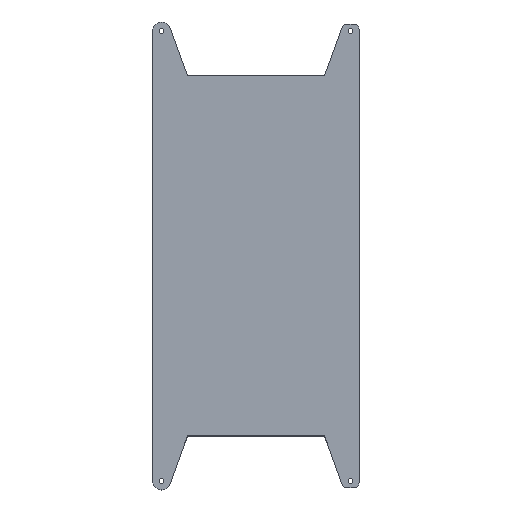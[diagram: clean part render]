
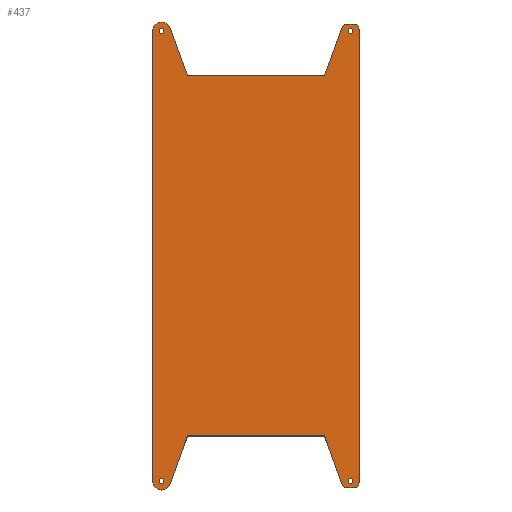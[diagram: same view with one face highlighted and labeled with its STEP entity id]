
A CAD part, top view. The second image highlights one B-rep face of the part: STEP entity #437.
In plain terms, the highlighted planar face has unit normal (0, 0, 1).
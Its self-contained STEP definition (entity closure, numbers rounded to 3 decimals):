
#15=FACE_BOUND('',#78,.T.);
#16=FACE_BOUND('',#79,.T.);
#17=FACE_BOUND('',#80,.T.);
#18=FACE_BOUND('',#81,.T.);
#33=PLANE('',#493);
#55=FACE_OUTER_BOUND('',#77,.T.);
#77=EDGE_LOOP('',(#367,#368,#369,#370,#371,#372,#373,#374,#375,#376,#377,
#378,#379,#380,#381,#382));
#78=EDGE_LOOP('',(#383));
#79=EDGE_LOOP('',(#384));
#80=EDGE_LOOP('',(#385));
#81=EDGE_LOOP('',(#386));
#94=LINE('',#659,#134);
#98=LINE('',#671,#138);
#102=LINE('',#683,#142);
#106=LINE('',#695,#146);
#109=LINE('',#701,#149);
#112=LINE('',#707,#152);
#116=LINE('',#719,#156);
#120=LINE('',#731,#160);
#123=LINE('',#737,#163);
#126=LINE('',#741,#166);
#134=VECTOR('',#536,10.);
#138=VECTOR('',#548,10.);
#142=VECTOR('',#560,10.);
#146=VECTOR('',#572,10.);
#149=VECTOR('',#577,10.);
#152=VECTOR('',#582,10.);
#156=VECTOR('',#594,10.);
#160=VECTOR('',#606,10.);
#163=VECTOR('',#611,10.);
#166=VECTOR('',#616,10.);
#167=CIRCLE('',#454,2.75);
#169=CIRCLE('',#457,2.75);
#171=CIRCLE('',#460,2.75);
#173=CIRCLE('',#463,2.75);
#176=CIRCLE('',#467,10.);
#178=CIRCLE('',#471,10.);
#180=CIRCLE('',#475,10.);
#182=CIRCLE('',#479,10.);
#184=CIRCLE('',#485,10.);
#186=CIRCLE('',#489,10.);
#187=VERTEX_POINT('',#623);
#189=VERTEX_POINT('',#629);
#191=VERTEX_POINT('',#635);
#193=VERTEX_POINT('',#641);
#197=VERTEX_POINT('',#650);
#198=VERTEX_POINT('',#652);
#200=VERTEX_POINT('',#658);
#202=VERTEX_POINT('',#664);
#204=VERTEX_POINT('',#670);
#206=VERTEX_POINT('',#676);
#208=VERTEX_POINT('',#682);
#210=VERTEX_POINT('',#688);
#212=VERTEX_POINT('',#694);
#214=VERTEX_POINT('',#700);
#216=VERTEX_POINT('',#706);
#218=VERTEX_POINT('',#712);
#220=VERTEX_POINT('',#718);
#222=VERTEX_POINT('',#724);
#224=VERTEX_POINT('',#730);
#226=VERTEX_POINT('',#736);
#227=EDGE_CURVE('',#187,#187,#167,.T.);
#230=EDGE_CURVE('',#189,#189,#169,.T.);
#233=EDGE_CURVE('',#191,#191,#171,.T.);
#236=EDGE_CURVE('',#193,#193,#173,.T.);
#241=EDGE_CURVE('',#198,#197,#176,.T.);
#244=EDGE_CURVE('',#200,#198,#94,.T.);
#247=EDGE_CURVE('',#202,#200,#178,.T.);
#250=EDGE_CURVE('',#204,#202,#98,.T.);
#253=EDGE_CURVE('',#206,#204,#180,.T.);
#256=EDGE_CURVE('',#208,#206,#102,.T.);
#259=EDGE_CURVE('',#210,#208,#182,.T.);
#262=EDGE_CURVE('',#212,#210,#106,.T.);
#265=EDGE_CURVE('',#214,#212,#109,.T.);
#268=EDGE_CURVE('',#216,#214,#112,.T.);
#271=EDGE_CURVE('',#218,#216,#184,.T.);
#274=EDGE_CURVE('',#220,#218,#116,.T.);
#277=EDGE_CURVE('',#222,#220,#186,.T.);
#280=EDGE_CURVE('',#224,#222,#120,.T.);
#283=EDGE_CURVE('',#226,#224,#123,.T.);
#286=EDGE_CURVE('',#197,#226,#126,.T.);
#367=ORIENTED_EDGE('',*,*,#286,.T.);
#368=ORIENTED_EDGE('',*,*,#283,.T.);
#369=ORIENTED_EDGE('',*,*,#280,.T.);
#370=ORIENTED_EDGE('',*,*,#277,.T.);
#371=ORIENTED_EDGE('',*,*,#274,.T.);
#372=ORIENTED_EDGE('',*,*,#271,.T.);
#373=ORIENTED_EDGE('',*,*,#268,.T.);
#374=ORIENTED_EDGE('',*,*,#265,.T.);
#375=ORIENTED_EDGE('',*,*,#262,.T.);
#376=ORIENTED_EDGE('',*,*,#259,.T.);
#377=ORIENTED_EDGE('',*,*,#256,.T.);
#378=ORIENTED_EDGE('',*,*,#253,.T.);
#379=ORIENTED_EDGE('',*,*,#250,.T.);
#380=ORIENTED_EDGE('',*,*,#247,.T.);
#381=ORIENTED_EDGE('',*,*,#244,.T.);
#382=ORIENTED_EDGE('',*,*,#241,.T.);
#383=ORIENTED_EDGE('',*,*,#236,.T.);
#384=ORIENTED_EDGE('',*,*,#233,.T.);
#385=ORIENTED_EDGE('',*,*,#230,.T.);
#386=ORIENTED_EDGE('',*,*,#227,.T.);
#437=ADVANCED_FACE('',(#55,#15,#16,#17,#18),#33,.T.);
#454=AXIS2_PLACEMENT_3D('',#624,#499,#500);
#457=AXIS2_PLACEMENT_3D('',#630,#506,#507);
#460=AXIS2_PLACEMENT_3D('',#636,#513,#514);
#463=AXIS2_PLACEMENT_3D('',#642,#520,#521);
#467=AXIS2_PLACEMENT_3D('',#653,#530,#531);
#471=AXIS2_PLACEMENT_3D('',#665,#542,#543);
#475=AXIS2_PLACEMENT_3D('',#677,#554,#555);
#479=AXIS2_PLACEMENT_3D('',#689,#566,#567);
#485=AXIS2_PLACEMENT_3D('',#713,#588,#589);
#489=AXIS2_PLACEMENT_3D('',#725,#600,#601);
#493=AXIS2_PLACEMENT_3D('',#742,#617,#618);
#499=DIRECTION('center_axis',(0.,0.,-1.));
#500=DIRECTION('ref_axis',(1.,0.,0.));
#506=DIRECTION('center_axis',(0.,0.,-1.));
#507=DIRECTION('ref_axis',(1.,0.,0.));
#513=DIRECTION('center_axis',(0.,0.,-1.));
#514=DIRECTION('ref_axis',(1.,0.,0.));
#520=DIRECTION('center_axis',(0.,0.,-1.));
#521=DIRECTION('ref_axis',(1.,0.,0.));
#530=DIRECTION('center_axis',(0.,0.,1.));
#531=DIRECTION('ref_axis',(0.999,-0.045,0.));
#536=DIRECTION('',(-1.,0.,0.));
#542=DIRECTION('center_axis',(0.,0.,1.));
#543=DIRECTION('ref_axis',(0.999,-0.045,0.));
#548=DIRECTION('',(0.,1.,0.));
#554=DIRECTION('center_axis',(0.,0.,1.));
#555=DIRECTION('ref_axis',(-0.999,0.038,0.));
#560=DIRECTION('',(1.,0.,0.));
#566=DIRECTION('center_axis',(0.,0.,1.));
#567=DIRECTION('ref_axis',(-0.999,0.038,0.));
#572=DIRECTION('',(0.342,-0.94,0.));
#577=DIRECTION('',(1.,0.,0.));
#582=DIRECTION('',(0.342,0.94,0.));
#588=DIRECTION('center_axis',(0.,0.,1.));
#589=DIRECTION('ref_axis',(-1.,0.,0.));
#594=DIRECTION('',(0.,-1.,0.));
#600=DIRECTION('center_axis',(0.,0.,1.));
#601=DIRECTION('ref_axis',(1.,0.,0.));
#606=DIRECTION('',(-0.342,0.94,0.));
#611=DIRECTION('',(-1.,0.,0.));
#616=DIRECTION('',(-0.342,-0.94,0.));
#617=DIRECTION('center_axis',(0.,0.,1.));
#618=DIRECTION('ref_axis',(1.,0.,0.));
#623=CARTESIAN_POINT('',(-107.75,250.,10.));
#624=CARTESIAN_POINT('Origin',(-105.,250.,10.));
#629=CARTESIAN_POINT('',(-107.75,-250.,10.));
#630=CARTESIAN_POINT('Origin',(-105.,-250.,10.));
#635=CARTESIAN_POINT('',(102.25,-250.,10.));
#636=CARTESIAN_POINT('Origin',(105.,-250.,10.));
#641=CARTESIAN_POINT('',(102.25,250.,10.));
#642=CARTESIAN_POINT('Origin',(105.,250.,10.));
#650=CARTESIAN_POINT('',(95.603,253.42,10.));
#652=CARTESIAN_POINT('',(98.386,257.5,10.));
#653=CARTESIAN_POINT('Origin',(105.,250.,10.));
#658=CARTESIAN_POINT('',(111.614,257.5,10.));
#659=CARTESIAN_POINT('',(98.386,257.5,10.));
#664=CARTESIAN_POINT('',(115.,250.,10.));
#665=CARTESIAN_POINT('Origin',(105.,250.,10.));
#670=CARTESIAN_POINT('',(115.,-250.,10.));
#671=CARTESIAN_POINT('',(115.,260.,10.));
#676=CARTESIAN_POINT('',(111.614,-257.5,10.));
#677=CARTESIAN_POINT('Origin',(105.,-250.,10.));
#682=CARTESIAN_POINT('',(98.386,-257.5,10.));
#683=CARTESIAN_POINT('',(98.386,-257.5,10.));
#688=CARTESIAN_POINT('',(95.603,-253.42,10.));
#689=CARTESIAN_POINT('Origin',(105.,-250.,10.));
#694=CARTESIAN_POINT('',(76.16,-200.,10.));
#695=CARTESIAN_POINT('',(95.603,-253.42,10.));
#700=CARTESIAN_POINT('',(-76.16,-200.,10.));
#701=CARTESIAN_POINT('',(-76.16,-200.,10.));
#706=CARTESIAN_POINT('',(-95.603,-253.42,10.));
#707=CARTESIAN_POINT('',(-95.603,-253.42,10.));
#712=CARTESIAN_POINT('',(-115.,-250.,10.));
#713=CARTESIAN_POINT('Origin',(-105.,-250.,10.));
#718=CARTESIAN_POINT('',(-115.,250.,10.));
#719=CARTESIAN_POINT('',(-115.,-260.,10.));
#724=CARTESIAN_POINT('',(-95.603,253.42,10.));
#725=CARTESIAN_POINT('Origin',(-105.,250.,10.));
#730=CARTESIAN_POINT('',(-76.16,200.,10.));
#731=CARTESIAN_POINT('',(-95.603,253.42,10.));
#736=CARTESIAN_POINT('',(76.16,200.,10.));
#737=CARTESIAN_POINT('',(-76.16,200.,10.));
#741=CARTESIAN_POINT('',(95.603,253.42,10.));
#742=CARTESIAN_POINT('Origin',(0.,0.,10.));
